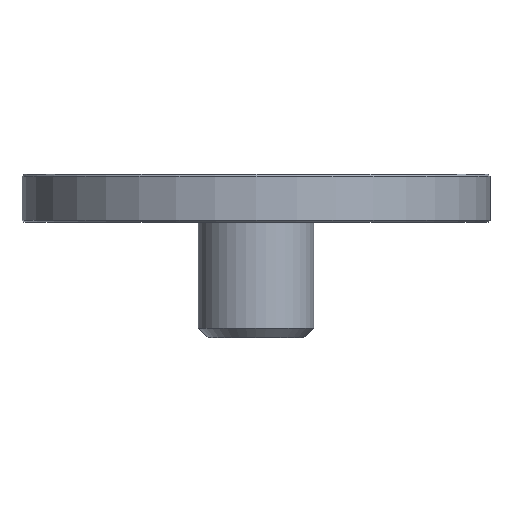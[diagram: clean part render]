
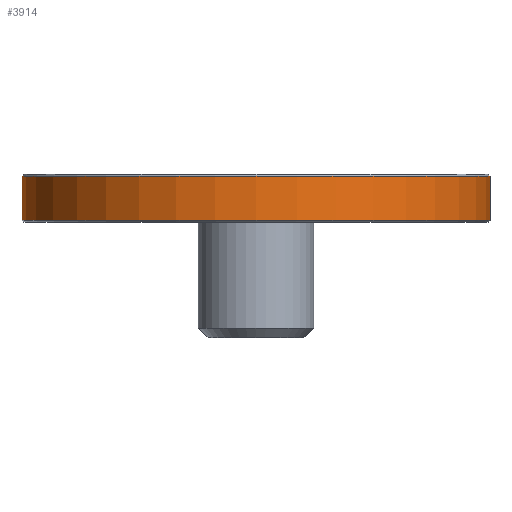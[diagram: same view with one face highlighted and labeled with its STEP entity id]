
A CAD part, front view. The second image highlights one B-rep face of the part: STEP entity #3914.
In plain terms, the highlighted cylindrical face has radius 6.075 mm (diameter 12.15 mm), a full revolution.
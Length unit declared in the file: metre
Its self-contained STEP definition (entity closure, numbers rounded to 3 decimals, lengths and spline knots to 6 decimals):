
#590=ORIENTED_EDGE('',*,*,#1816,.T.);
#591=ORIENTED_EDGE('',*,*,#1817,.T.);
#1816=EDGE_CURVE('',#2429,#2429,#2842,.T.);
#1817=EDGE_CURVE('',#2430,#2430,#2843,.F.);
#2429=VERTEX_POINT('',#6201);
#2430=VERTEX_POINT('',#6203);
#2842=CIRCLE('',#4165,0.006075);
#2843=CIRCLE('',#4166,0.006075);
#3195=EDGE_LOOP('',(#590));
#3196=EDGE_LOOP('',(#591));
#3467=FACE_BOUND('',#3195,.T.);
#3468=FACE_BOUND('',#3196,.T.);
#3739=CYLINDRICAL_SURFACE('',#4164,0.006075);
#3914=ADVANCED_FACE('',(#3467,#3468),#3739,.T.);
#4164=AXIS2_PLACEMENT_3D('',#6199,#4758,#4759);
#4165=AXIS2_PLACEMENT_3D('',#6200,#4760,#4761);
#4166=AXIS2_PLACEMENT_3D('',#6202,#4762,#4763);
#4758=DIRECTION('',(0.,0.,-1.));
#4759=DIRECTION('',(0.,1.,0.));
#4760=DIRECTION('',(0.,0.,1.));
#4761=DIRECTION('',(1.,0.,0.));
#4762=DIRECTION('',(0.,0.,1.));
#4763=DIRECTION('',(1.,0.,0.));
#6199=CARTESIAN_POINT('',(0.,0.,0.0005));
#6200=CARTESIAN_POINT('',(0.,0.,-0.000949));
#6201=CARTESIAN_POINT('',(0.006075,0.,-0.000949));
#6202=CARTESIAN_POINT('',(0.,0.,0.000203));
#6203=CARTESIAN_POINT('',(0.006075,0.,0.000203));
